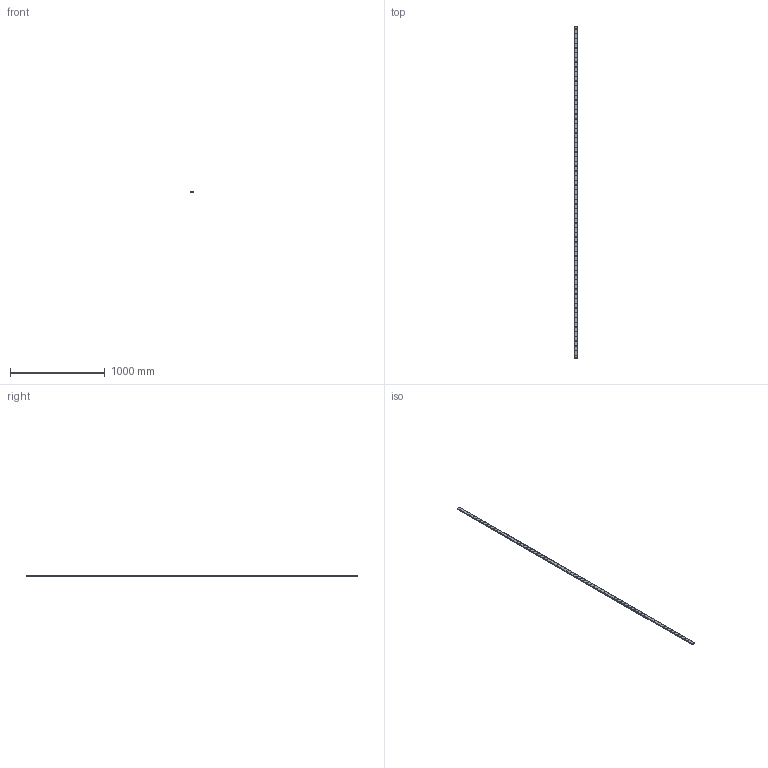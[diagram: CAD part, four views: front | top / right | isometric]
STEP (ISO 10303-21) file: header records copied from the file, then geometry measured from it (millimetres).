
FILE_DESCRIPTION(('STEP AP214'),'1');
FILE_NAME('cctmp_196A9428-8A44-4399-8F6C-CC514648AE33_2021_03_04_12_00_09_0784..stp','2021-03-04T11:00:10',('HIWIN GmbH'),('CADClick - www.CADClick.com'),'Spatial InterOp 3D',' ','unknown authorization');
FILE_SCHEMA(('AUTOMOTIVE_DESIGN'));
Length unit declared in the file: millimetre
Products named in the file (1): WER21R3510H_FILE
Bounding box: 37 x 3510 x 11 mm (x, y, z)
Volume: 1300865.1 mm3; surface area: 379548.1 mm2
Topology: 1 solids, 1 shells, 1363 faces, 2811 edges, 1874 vertices
Faces by surface type: cylinder 858, plane 505
Entity records: 47829 total; most frequent: DIRECTION 7255, CARTESIAN_POINT 6049, ORIENTED_EDGE 5622, AXIS2_PLACEMENT_3D 3080, EDGE_CURVE 2811, VERTEX_POINT 1874, EDGE_LOOP 1787, CIRCLE 1716
